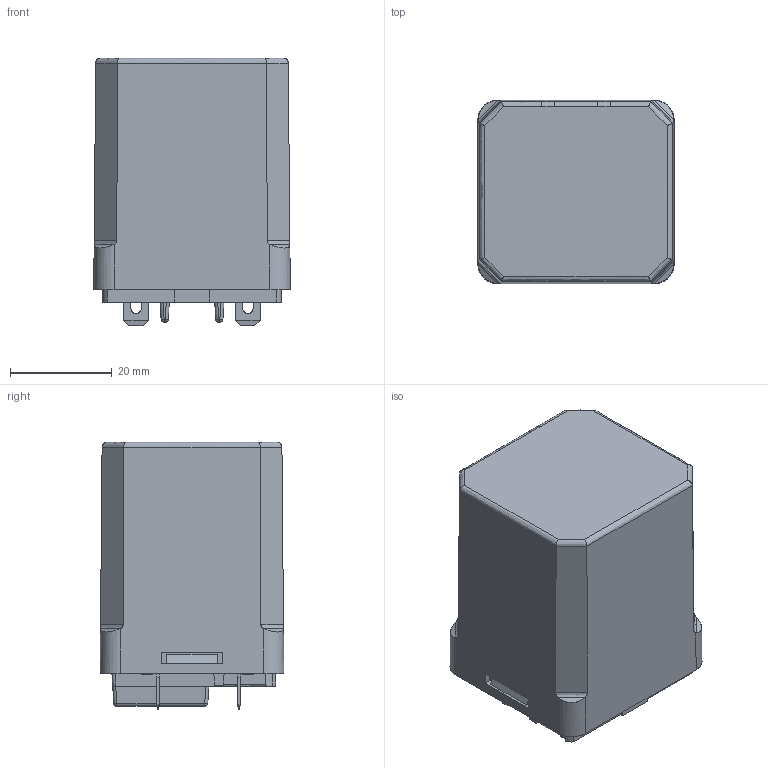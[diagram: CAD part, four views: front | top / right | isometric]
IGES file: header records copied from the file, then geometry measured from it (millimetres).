
Start section: SolidWorks IGES file using analytic representation for surfaces
Global section: file name: RUC-M 1Z.IGS; native system: SolidWorks 2016; preprocessor: SolidWorks 2016; author: pikusl; date: 160616.131100; units: millimetre
Bounding box: 38.65 x 36.15 x 52.65 mm (x, y, z)
Surface area: 17540.4 mm2 (no closed solid volume)
Topology: 0 solids, 0 shells, 337 faces, 2852 edges, 2844 vertices
Faces by surface type: bspline 242, revolution 95
